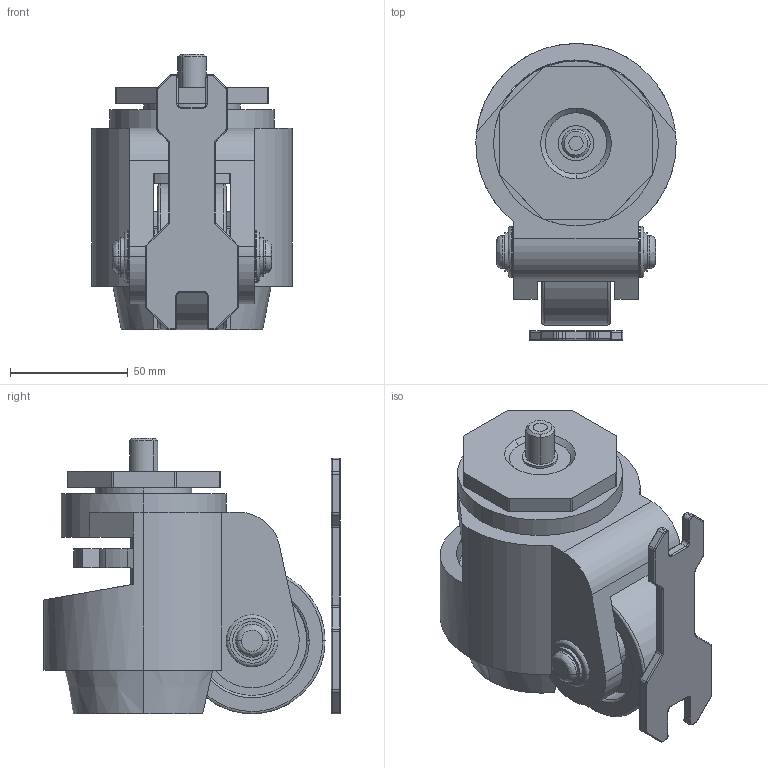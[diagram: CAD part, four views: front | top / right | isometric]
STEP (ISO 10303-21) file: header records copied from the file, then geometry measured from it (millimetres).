
FILE_DESCRIPTION (( 'STEP AP214' ), '1' );
FILE_NAME ('098LF062AF65S01.STEP', '2021-02-22T06:05:33', ( '' ), ( '' ), 'SwSTEP 2.0', 'SolidWorks 2020', '' );
FILE_SCHEMA (( 'AUTOMOTIVE_DESIGN' ));
Length unit declared in the file: millimetre
Products named in the file (5): 340ME57_-A-TAB_340ME576; 340ME57_-A-TAB_340ME577; 098LF062AF65S01; 098LF062AFR01; 098LF062AF65
Assembly tree (4 placements, depth 2):
  098LF062AF65S01
    098LF062AF65
    340ME57_-A-TAB_340ME576
    340ME57_-A-TAB_340ME577
    098LF062AFR01
Bounding box: 85 x 126.02 x 117 mm (x, y, z)
Volume: 448827.7 mm3; surface area: 100971.2 mm2
Topology: 4 solids, 4 shells, 338 faces, 829 edges, 514 vertices
Faces by surface type: cylinder 161, plane 100, torus 48, bspline 16, cone 13
Entity records: 12744 total; most frequent: CARTESIAN_POINT 2436, DIRECTION 1880, ORIENTED_EDGE 1658, EDGE_CURVE 829, AXIS2_PLACEMENT_3D 744, VERTEX_POINT 514, CIRCLE 415, LINE 392
